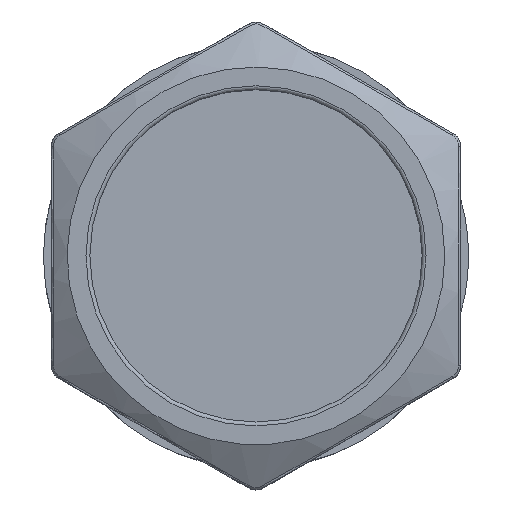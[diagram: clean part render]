
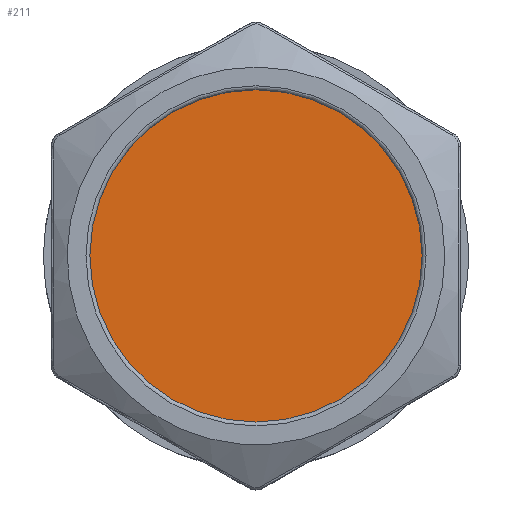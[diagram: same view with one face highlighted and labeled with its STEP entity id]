
A CAD part, top view. The second image highlights one B-rep face of the part: STEP entity #211.
In plain terms, the highlighted planar face has unit normal (0, 0, 1).
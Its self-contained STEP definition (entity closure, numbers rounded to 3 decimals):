
#211 = ADVANCED_FACE( '', ( #455 ), #456, .T. );
#455 = FACE_OUTER_BOUND( '', #1583, .T. );
#456 = PLANE( '', #1584 );
#1583 = EDGE_LOOP( '', ( #2207 ) );
#1584 = AXIS2_PLACEMENT_3D( '', #2208, #2209, #2210 );
#2207 = ORIENTED_EDGE( '', *, *, #2463, .T. );
#2208 = CARTESIAN_POINT( '', ( 0., 0., 17.5 ) );
#2209 = DIRECTION( '', ( 0., 0., 1. ) );
#2210 = DIRECTION( '', ( 1., 0., 0. ) );
#2463 = EDGE_CURVE( '', #2731, #2731, #2732, .T. );
#2731 = VERTEX_POINT( '', #3678 );
#2732 = CIRCLE( '', #3679, 10.55 );
#3678 = CARTESIAN_POINT( '', ( 10.55, 0., 17.5 ) );
#3679 = AXIS2_PLACEMENT_3D( '', #3906, #3907, #3908 );
#3906 = CARTESIAN_POINT( '', ( 0., 0., 17.5 ) );
#3907 = DIRECTION( '', ( 0., 0., 1. ) );
#3908 = DIRECTION( '', ( 1., 0., 0. ) );
